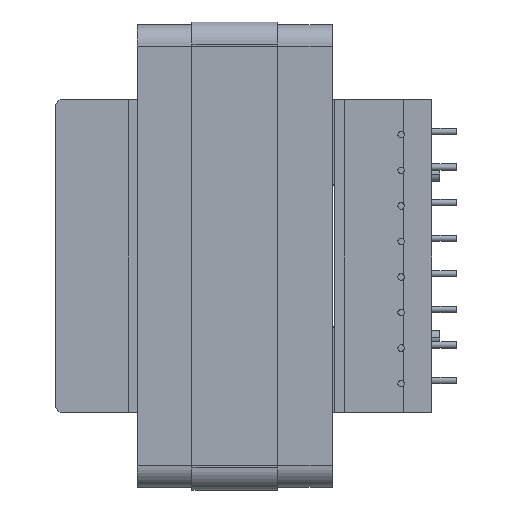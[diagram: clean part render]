
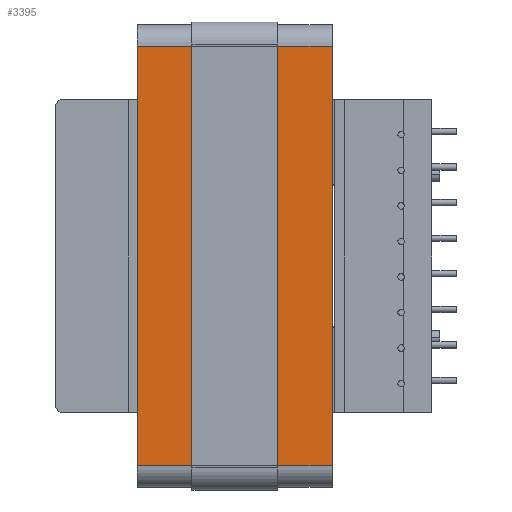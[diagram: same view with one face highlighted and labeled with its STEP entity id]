
A CAD part, left-side view. The second image highlights one B-rep face of the part: STEP entity #3395.
In plain terms, the highlighted face is planar.
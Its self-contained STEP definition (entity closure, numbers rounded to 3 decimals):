
#738 = EDGE_CURVE ( 'NONE', #13171, #13168, #9918, .T. ) ;
#740 = EDGE_CURVE ( 'NONE', #13168, #13165, #9926, .T. ) ;
#741 = EDGE_CURVE ( 'NONE', #13173, #13165, #9936, .T. ) ;
#742 = EDGE_CURVE ( 'NONE', #13171, #13173, #9931, .T. ) ;
#1309 = CARTESIAN_POINT ( 'NONE',  ( 16.4, -13.7, -29.5 ) ) ;
#1312 = CARTESIAN_POINT ( 'NONE',  ( 16.4, -13.7, 29.5 ) ) ;
#1315 = CARTESIAN_POINT ( 'NONE',  ( 16.4, 13.7, 29.5 ) ) ;
#1317 = CARTESIAN_POINT ( 'NONE',  ( 16.4, 13.7, -29.5 ) ) ;
#1887 = VECTOR ( 'NONE', #9942, 1000. ) ;
#1890 = VECTOR ( 'NONE', #9939, 1000. ) ;
#1893 = VECTOR ( 'NONE', #9935, 1000. ) ;
#3395 = ADVANCED_FACE ( 'NONE', ( #4246 ), #4247, .F. ) ;
#3814 = VECTOR ( 'NONE', #9927, 1000. ) ;
#4239 = CARTESIAN_POINT ( 'NONE',  ( 16.4, 13.7, 29.5 ) ) ;
#4246 = FACE_OUTER_BOUND ( 'NONE', #13416, .T. ) ;
#4247 = PLANE ( 'NONE',  #7884 ) ;
#4250 = DIRECTION ( 'NONE',  ( -1., 0., 0. ) ) ;
#4251 = DIRECTION ( 'NONE',  ( 0., 0., 1. ) ) ;
#7884 = AXIS2_PLACEMENT_3D ( 'NONE', #4239, #4250, #4251 ) ;
#8818 = ORIENTED_EDGE ( 'NONE', *, *, #740, .T. ) ;
#8819 = ORIENTED_EDGE ( 'NONE', *, *, #741, .F. ) ;
#8820 = ORIENTED_EDGE ( 'NONE', *, *, #742, .F. ) ;
#8821 = ORIENTED_EDGE ( 'NONE', *, *, #738, .T. ) ;
#9914 = CARTESIAN_POINT ( 'NONE',  ( 16.4, 13.7, 29.5 ) ) ;
#9918 = LINE ( 'NONE', #9914, #3814 ) ;
#9922 = CARTESIAN_POINT ( 'NONE',  ( 16.4, -13.7, 29.5 ) ) ;
#9926 = LINE ( 'NONE', #9922, #1893 ) ;
#9927 = DIRECTION ( 'NONE',  ( 0., -1., 0. ) ) ;
#9931 = LINE ( 'NONE', #9940, #1887 ) ;
#9935 = DIRECTION ( 'NONE',  ( 0., 0., -1. ) ) ;
#9936 = LINE ( 'NONE', #9938, #1890 ) ;
#9938 = CARTESIAN_POINT ( 'NONE',  ( 16.4, 13.7, -29.5 ) ) ;
#9939 = DIRECTION ( 'NONE',  ( 0., -1., 0. ) ) ;
#9940 = CARTESIAN_POINT ( 'NONE',  ( 16.4, 13.7, 29.5 ) ) ;
#9942 = DIRECTION ( 'NONE',  ( 0., 0., -1. ) ) ;
#13165 = VERTEX_POINT ( 'NONE', #1309 ) ;
#13168 = VERTEX_POINT ( 'NONE', #1312 ) ;
#13171 = VERTEX_POINT ( 'NONE', #1315 ) ;
#13173 = VERTEX_POINT ( 'NONE', #1317 ) ;
#13416 = EDGE_LOOP ( 'NONE', ( #8818, #8819, #8820, #8821 ) ) ;
